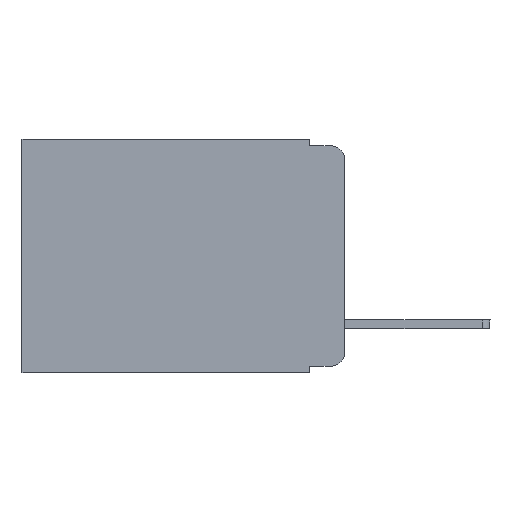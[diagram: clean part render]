
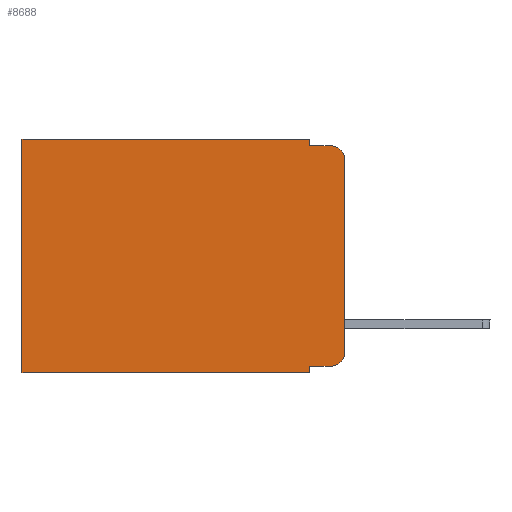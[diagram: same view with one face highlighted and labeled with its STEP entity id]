
A CAD part, left-side view. The second image highlights one B-rep face of the part: STEP entity #8688.
In plain terms, the highlighted planar face has unit normal (-1, 0, 0).
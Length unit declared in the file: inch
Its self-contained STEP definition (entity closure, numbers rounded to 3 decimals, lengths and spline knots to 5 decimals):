
#118 = VERTEX_POINT ( 'NONE', #4418 ) ;
#217 = CARTESIAN_POINT ( 'NONE',  ( 0.298, 0.02, -0.313 ) ) ;
#243 = CARTESIAN_POINT ( 'NONE',  ( 0.298, 0.051, -0.01 ) ) ;
#605 = EDGE_CURVE ( 'NONE', #651, #4097, #4377, .T. ) ;
#651 = VERTEX_POINT ( 'NONE', #15689 ) ;
#907 = DIRECTION ( 'NONE',  ( 0., 0., -1. ) ) ;
#1021 = VECTOR ( 'NONE', #11864, 39.37008 ) ;
#1225 = EDGE_LOOP ( 'NONE', ( #6221, #3806, #1362, #7619, #1316, #8718, #11085, #14429, #13432, #2354 ) ) ;
#1294 = DIRECTION ( 'NONE',  ( 0., -1., 0. ) ) ;
#1316 = ORIENTED_EDGE ( 'NONE', *, *, #12654, .T. ) ;
#1362 = ORIENTED_EDGE ( 'NONE', *, *, #15964, .F. ) ;
#1792 = DIRECTION ( 'NONE',  ( -1., 0., 0. ) ) ;
#1831 = PLANE ( 'NONE',  #17837 ) ;
#1875 = VECTOR ( 'NONE', #9057, 39.37008 ) ;
#2354 = ORIENTED_EDGE ( 'NONE', *, *, #3154, .T. ) ;
#3154 = EDGE_CURVE ( 'NONE', #15306, #118, #3561, .T. ) ;
#3268 = LINE ( 'NONE', #4744, #7886 ) ;
#3561 = CIRCLE ( 'NONE', #6951, 0.02 ) ;
#3806 = ORIENTED_EDGE ( 'NONE', *, *, #14725, .T. ) ;
#4097 = VERTEX_POINT ( 'NONE', #8256 ) ;
#4377 = LINE ( 'NONE', #20196, #10497 ) ;
#4418 = CARTESIAN_POINT ( 'NONE',  ( 0.298, 0., -0.313 ) ) ;
#4480 = LINE ( 'NONE', #10346, #17451 ) ;
#4744 = CARTESIAN_POINT ( 'NONE',  ( 0.298, 0., 0. ) ) ;
#5246 = CARTESIAN_POINT ( 'NONE',  ( 0.298, 0.051, 0. ) ) ;
#5550 = CARTESIAN_POINT ( 'NONE',  ( 0.298, 0.02, -0.333 ) ) ;
#6221 = ORIENTED_EDGE ( 'NONE', *, *, #11407, .F. ) ;
#6554 = DIRECTION ( 'NONE',  ( 0., 0., -1. ) ) ;
#6892 = DIRECTION ( 'NONE',  ( 0., 1., 0. ) ) ;
#6951 = AXIS2_PLACEMENT_3D ( 'NONE', #217, #1792, #14256 ) ;
#7125 = CARTESIAN_POINT ( 'NONE',  ( 0.298, 0.02, -0.03 ) ) ;
#7327 = VERTEX_POINT ( 'NONE', #17966 ) ;
#7507 = DIRECTION ( 'NONE',  ( 0., -1., 0. ) ) ;
#7619 = ORIENTED_EDGE ( 'NONE', *, *, #14759, .F. ) ;
#7852 = VERTEX_POINT ( 'NONE', #243 ) ;
#7886 = VECTOR ( 'NONE', #14106, 39.37008 ) ;
#7915 = CARTESIAN_POINT ( 'NONE',  ( 0.298, 0.02, -0.01 ) ) ;
#7930 = LINE ( 'NONE', #10431, #17016 ) ;
#8256 = CARTESIAN_POINT ( 'NONE',  ( 0.298, 0.051, -0.343 ) ) ;
#8688 = ADVANCED_FACE ( 'NONE', ( #16399 ), #1831, .F. ) ;
#8718 = ORIENTED_EDGE ( 'NONE', *, *, #11758, .T. ) ;
#9057 = DIRECTION ( 'NONE',  ( 0., 0., -1. ) ) ;
#9916 = EDGE_CURVE ( 'NONE', #4097, #12706, #15602, .T. ) ;
#9975 = VECTOR ( 'NONE', #6892, 39.37008 ) ;
#10223 = LINE ( 'NONE', #16737, #1875 ) ;
#10346 = CARTESIAN_POINT ( 'NONE',  ( 0.298, 0.051, -0.333 ) ) ;
#10431 = CARTESIAN_POINT ( 'NONE',  ( 0.298, 0.051, -0.01 ) ) ;
#10497 = VECTOR ( 'NONE', #12429, 39.37008 ) ;
#11044 = VECTOR ( 'NONE', #15953, 39.37008 ) ;
#11085 = ORIENTED_EDGE ( 'NONE', *, *, #9916, .F. ) ;
#11407 = EDGE_CURVE ( 'NONE', #14509, #118, #3268, .T. ) ;
#11758 = EDGE_CURVE ( 'NONE', #7327, #12706, #13286, .T. ) ;
#11864 = DIRECTION ( 'NONE',  ( 0., 0., -1. ) ) ;
#11966 = AXIS2_PLACEMENT_3D ( 'NONE', #7125, #18119, #907 ) ;
#12064 = EDGE_CURVE ( 'NONE', #651, #15306, #4480, .T. ) ;
#12359 = CARTESIAN_POINT ( 'NONE',  ( 0.298, 0., 0. ) ) ;
#12429 = DIRECTION ( 'NONE',  ( 0., 0., -1. ) ) ;
#12654 = EDGE_CURVE ( 'NONE', #16665, #7327, #15444, .T. ) ;
#12706 = VERTEX_POINT ( 'NONE', #15829 ) ;
#13149 = CIRCLE ( 'NONE', #11966, 0.02 ) ;
#13286 = LINE ( 'NONE', #15115, #1021 ) ;
#13432 = ORIENTED_EDGE ( 'NONE', *, *, #12064, .T. ) ;
#14106 = DIRECTION ( 'NONE',  ( 0., 0., -1. ) ) ;
#14232 = VERTEX_POINT ( 'NONE', #7915 ) ;
#14256 = DIRECTION ( 'NONE',  ( 0., 0., -1. ) ) ;
#14364 = CARTESIAN_POINT ( 'NONE',  ( 0.298, 0., 0. ) ) ;
#14429 = ORIENTED_EDGE ( 'NONE', *, *, #605, .F. ) ;
#14438 = CARTESIAN_POINT ( 'NONE',  ( 0.298, 0., -0.03 ) ) ;
#14509 = VERTEX_POINT ( 'NONE', #14438 ) ;
#14725 = EDGE_CURVE ( 'NONE', #14509, #14232, #13149, .T. ) ;
#14759 = EDGE_CURVE ( 'NONE', #16665, #7852, #10223, .T. ) ;
#15115 = CARTESIAN_POINT ( 'NONE',  ( 0.298, 0.473, 0. ) ) ;
#15306 = VERTEX_POINT ( 'NONE', #5550 ) ;
#15444 = LINE ( 'NONE', #12359, #11044 ) ;
#15602 = LINE ( 'NONE', #16165, #9975 ) ;
#15689 = CARTESIAN_POINT ( 'NONE',  ( 0.298, 0.051, -0.333 ) ) ;
#15829 = CARTESIAN_POINT ( 'NONE',  ( 0.298, 0.473, -0.343 ) ) ;
#15930 = DIRECTION ( 'NONE',  ( 1., 0., 0. ) ) ;
#15953 = DIRECTION ( 'NONE',  ( 0., 1., 0. ) ) ;
#15964 = EDGE_CURVE ( 'NONE', #7852, #14232, #7930, .T. ) ;
#16165 = CARTESIAN_POINT ( 'NONE',  ( 0.298, 0., -0.343 ) ) ;
#16399 = FACE_OUTER_BOUND ( 'NONE', #1225, .T. ) ;
#16665 = VERTEX_POINT ( 'NONE', #5246 ) ;
#16737 = CARTESIAN_POINT ( 'NONE',  ( 0.298, 0.051, 0. ) ) ;
#17016 = VECTOR ( 'NONE', #1294, 39.37008 ) ;
#17451 = VECTOR ( 'NONE', #7507, 39.37008 ) ;
#17837 = AXIS2_PLACEMENT_3D ( 'NONE', #14364, #15930, #6554 ) ;
#17966 = CARTESIAN_POINT ( 'NONE',  ( 0.298, 0.473, 0. ) ) ;
#18119 = DIRECTION ( 'NONE',  ( -1., 0., 0. ) ) ;
#20196 = CARTESIAN_POINT ( 'NONE',  ( 0.298, 0.051, 0. ) ) ;
